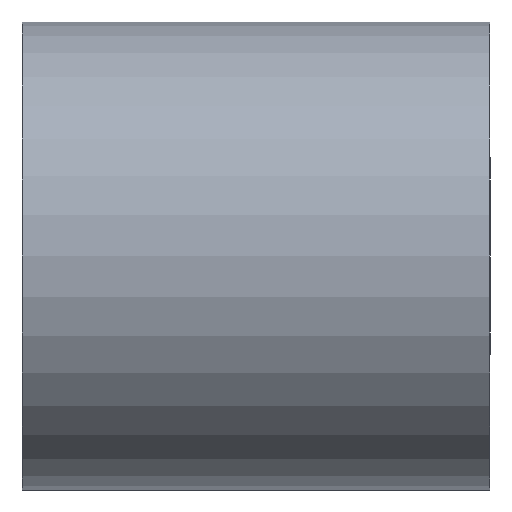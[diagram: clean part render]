
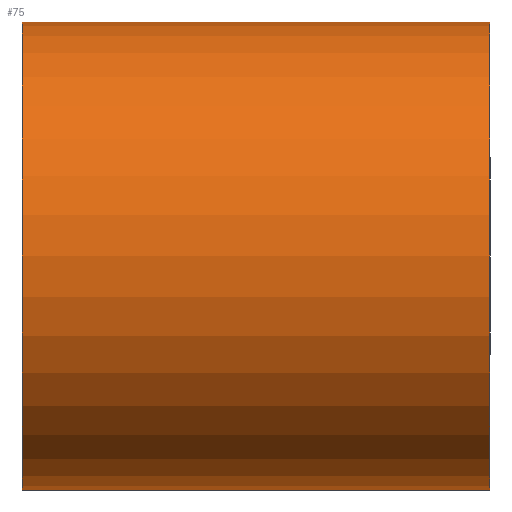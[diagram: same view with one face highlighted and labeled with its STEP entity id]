
A CAD part, left-side view. The second image highlights one B-rep face of the part: STEP entity #75.
In plain terms, the highlighted cylindrical face has radius 5 mm (diameter 10 mm), a partial arc.
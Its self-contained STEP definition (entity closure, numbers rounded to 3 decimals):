
#2 = CARTESIAN_POINT ( 'NONE',  ( 0., 10., 5. ) ) ;
#5 = CARTESIAN_POINT ( 'NONE',  ( 0., 10., -5. ) ) ;
#25 = DIRECTION ( 'NONE',  ( 0., 1., 0. ) ) ;
#27 = DIRECTION ( 'NONE',  ( 0., -1., 0. ) ) ;
#35 = VERTEX_POINT ( 'NONE', #211 ) ;
#49 = DIRECTION ( 'NONE',  ( 0., 0., 1. ) ) ;
#57 = AXIS2_PLACEMENT_3D ( 'NONE', #163, #70, #49 ) ;
#65 = EDGE_LOOP ( 'NONE', ( #72, #90, #166, #77 ) ) ;
#70 = DIRECTION ( 'NONE',  ( 0., 1., 0. ) ) ;
#71 = FACE_OUTER_BOUND ( 'NONE', #65, .T. ) ;
#72 = ORIENTED_EDGE ( 'NONE', *, *, #107, .F. ) ;
#74 = VECTOR ( 'NONE', #175, 1000. ) ;
#75 = ADVANCED_FACE ( 'NONE', ( #71 ), #201, .T. ) ;
#77 = ORIENTED_EDGE ( 'NONE', *, *, #118, .T. ) ;
#90 = ORIENTED_EDGE ( 'NONE', *, *, #220, .F. ) ;
#96 = DIRECTION ( 'NONE',  ( 0., -1., 0. ) ) ;
#100 = CIRCLE ( 'NONE', #57, 5. ) ;
#107 = EDGE_CURVE ( 'NONE', #132, #35, #129, .T. ) ;
#115 = VERTEX_POINT ( 'NONE', #5 ) ;
#116 = DIRECTION ( 'NONE',  ( 0., 0., 1. ) ) ;
#118 = EDGE_CURVE ( 'NONE', #185, #35, #225, .T. ) ;
#125 = EDGE_CURVE ( 'NONE', #115, #185, #238, .T. ) ;
#128 = VECTOR ( 'NONE', #27, 1000. ) ;
#129 = LINE ( 'NONE', #233, #74 ) ;
#130 = CARTESIAN_POINT ( 'NONE',  ( 0., 10., 0. ) ) ;
#132 = VERTEX_POINT ( 'NONE', #2 ) ;
#133 = CARTESIAN_POINT ( 'NONE',  ( 0., 0., 0. ) ) ;
#134 = CARTESIAN_POINT ( 'NONE',  ( 0., 10., -5. ) ) ;
#148 = AXIS2_PLACEMENT_3D ( 'NONE', #130, #96, #155 ) ;
#155 = DIRECTION ( 'NONE',  ( 0., 0., -1. ) ) ;
#163 = CARTESIAN_POINT ( 'NONE',  ( 0., 10., 0. ) ) ;
#166 = ORIENTED_EDGE ( 'NONE', *, *, #125, .T. ) ;
#168 = AXIS2_PLACEMENT_3D ( 'NONE', #133, #25, #116 ) ;
#175 = DIRECTION ( 'NONE',  ( 0., -1., 0. ) ) ;
#176 = CARTESIAN_POINT ( 'NONE',  ( 0., 0., -5. ) ) ;
#185 = VERTEX_POINT ( 'NONE', #176 ) ;
#201 = CYLINDRICAL_SURFACE ( 'NONE', #148, 5. ) ;
#211 = CARTESIAN_POINT ( 'NONE',  ( 0., 0., 5. ) ) ;
#220 = EDGE_CURVE ( 'NONE', #115, #132, #100, .T. ) ;
#225 = CIRCLE ( 'NONE', #168, 5. ) ;
#233 = CARTESIAN_POINT ( 'NONE',  ( 0., 10., 5. ) ) ;
#238 = LINE ( 'NONE', #134, #128 ) ;
